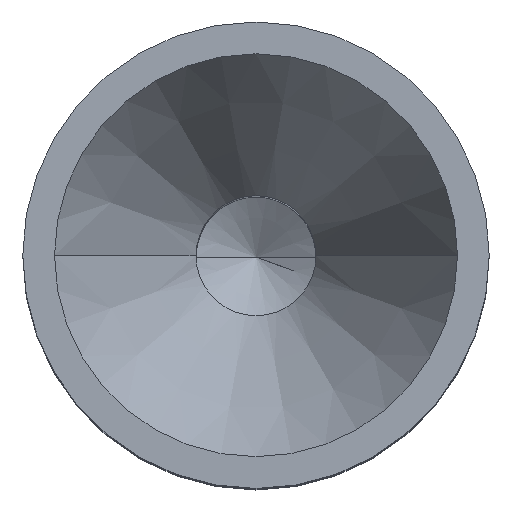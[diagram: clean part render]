
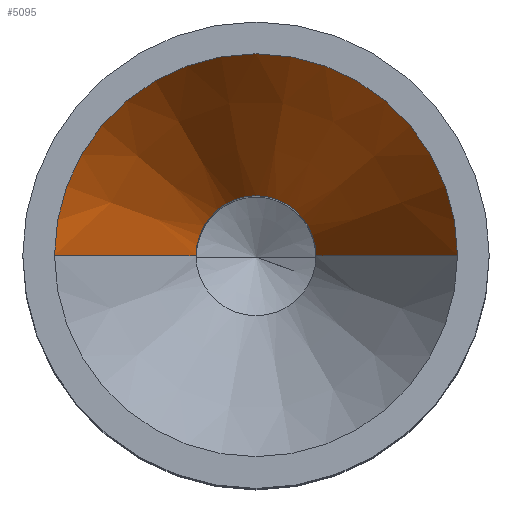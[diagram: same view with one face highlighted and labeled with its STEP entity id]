
A CAD part, top view. The second image highlights one B-rep face of the part: STEP entity #5095.
In plain terms, the highlighted conical face has half-angle 30.191 degrees and reference radius 0.981 mm.
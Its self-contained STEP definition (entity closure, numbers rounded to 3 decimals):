
#1612=DIRECTION('',(0.503,0.,-0.864));
#1613=VECTOR('',#1612,2.111);
#1614=CARTESIAN_POINT('',(-1.512,0.,11.518));
#1615=LINE('',#1614,#1613);
#1616=CARTESIAN_POINT('',(0.,0.,11.518));
#1617=DIRECTION('',(0.,0.,-1.));
#1618=DIRECTION('',(-1.,0.,0.));
#1619=AXIS2_PLACEMENT_3D('',#1616,#1617,#1618);
#1621=DIRECTION('',(-0.503,0.,-0.864));
#1622=VECTOR('',#1621,2.111);
#1623=CARTESIAN_POINT('',(1.512,0.,11.518));
#1624=LINE('',#1623,#1622);
#1655=CARTESIAN_POINT('',(0.,0.,9.694));
#1656=DIRECTION('',(0.,0.,-1.));
#1657=DIRECTION('',(-1.,0.,0.));
#1658=AXIS2_PLACEMENT_3D('',#1655,#1656,#1657);
#1914=CARTESIAN_POINT('',(-0.45,0.,9.694));
#1915=CARTESIAN_POINT('',(0.45,0.,9.694));
#1916=VERTEX_POINT('',#1914);
#1917=VERTEX_POINT('',#1915);
#1932=CARTESIAN_POINT('',(-1.512,0.,11.518));
#1933=CARTESIAN_POINT('',(1.512,0.,11.518));
#1934=VERTEX_POINT('',#1932);
#1935=VERTEX_POINT('',#1933);
#5081=CARTESIAN_POINT('',(0.,0.,10.606));
#5082=DIRECTION('',(0.,0.,1.));
#5083=DIRECTION('',(-1.,0.,0.));
#5084=AXIS2_PLACEMENT_3D('',#5081,#5082,#5083);
#5085=CONICAL_SURFACE('',#5084,0.981,30.191);
#5087=ORIENTED_EDGE('',*,*,#5086,.F.);
#5088=ORIENTED_EDGE('',*,*,#5074,.T.);
#5090=ORIENTED_EDGE('',*,*,#5089,.T.);
#5092=ORIENTED_EDGE('',*,*,#5091,.F.);
#5093=EDGE_LOOP('',(#5087,#5088,#5090,#5092));
#5094=FACE_OUTER_BOUND('',#5093,.F.);
#5095=ADVANCED_FACE('',(#5094),#5085,.F.);
#1620=CIRCLE('',#1619,1.512);
#1659=CIRCLE('',#1658,0.45);
#5074=EDGE_CURVE('',#1934,#1935,#1620,.T.);
#5086=EDGE_CURVE('',#1934,#1916,#1615,.T.);
#5089=EDGE_CURVE('',#1935,#1917,#1624,.T.);
#5091=EDGE_CURVE('',#1916,#1917,#1659,.T.);
